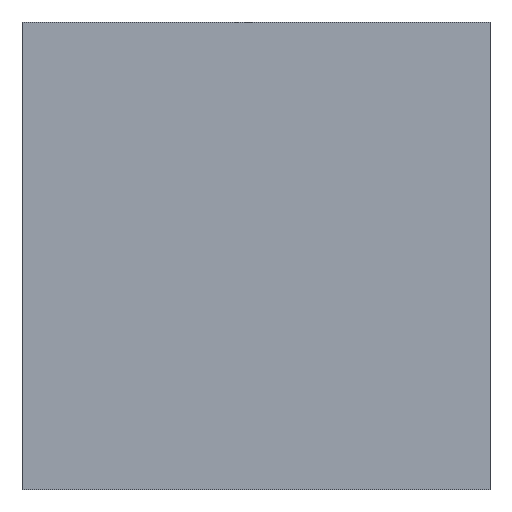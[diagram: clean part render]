
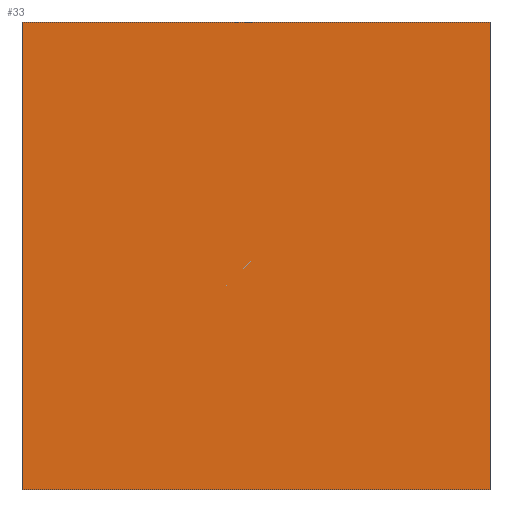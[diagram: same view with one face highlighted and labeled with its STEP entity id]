
A CAD part, left-side view. The second image highlights one B-rep face of the part: STEP entity #33.
In plain terms, the highlighted planar face has unit normal (-1, 0, 0).
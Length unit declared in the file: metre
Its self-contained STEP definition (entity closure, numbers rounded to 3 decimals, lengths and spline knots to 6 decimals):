
#33=ADVANCED_FACE('0:74',(#64),#65,.T.);
#64=FACE_OUTER_BOUND('',#90,.T.);
#65=PLANE('',#91);
#90=EDGE_LOOP('',(#115,#116,#117,#118));
#91=AXIS2_PLACEMENT_3D('',#119,#120,#121);
#115=ORIENTED_EDGE('',*,*,#161,.T.);
#116=ORIENTED_EDGE('',*,*,#162,.F.);
#117=ORIENTED_EDGE('',*,*,#163,.T.);
#118=ORIENTED_EDGE('',*,*,#157,.T.);
#119=CARTESIAN_POINT('',(-0.021947,-0.010563,0.0));
#120=DIRECTION('',(-1.0,0.0,0.0));
#121=DIRECTION('',(0.0,-1.0,0.0));
#157=EDGE_CURVE('0:92',#178,#176,#179,.T.);
#161=EDGE_CURVE('0:101',#176,#184,#185,.T.);
#162=EDGE_CURVE('0:104',#186,#184,#187,.T.);
#163=EDGE_CURVE('0:107',#186,#178,#188,.T.);
#176=VERTEX_POINT('',#203);
#178=VERTEX_POINT('',#206);
#179=LINE('',#207,#208);
#184=VERTEX_POINT('',#215);
#185=LINE('',#216,#217);
#186=VERTEX_POINT('',#218);
#187=LINE('',#219,#220);
#188=LINE('',#221,#222);
#203=CARTESIAN_POINT('',(-0.021947,-0.021563,0.022));
#206=CARTESIAN_POINT('',(-0.021947,-0.021563,0.0));
#207=CARTESIAN_POINT('',(-0.021947,-0.021563,0.0));
#208=VECTOR('',#241,1.0);
#215=CARTESIAN_POINT('',(-0.021947,0.000437,0.022));
#216=CARTESIAN_POINT('',(-0.021947,0.000437,0.022));
#217=VECTOR('',#244,1.0);
#218=CARTESIAN_POINT('',(-0.021947,0.000437,0.0));
#219=CARTESIAN_POINT('',(-0.021947,0.000437,0.0));
#220=VECTOR('',#245,1.0);
#221=CARTESIAN_POINT('',(-0.021947,0.000437,0.0));
#222=VECTOR('',#246,1.0);
#241=DIRECTION('',(0.0,0.0,1.0));
#244=DIRECTION('',(0.0,1.0,0.0));
#245=DIRECTION('',(0.0,0.0,1.0));
#246=DIRECTION('',(0.0,-1.0,0.0));
